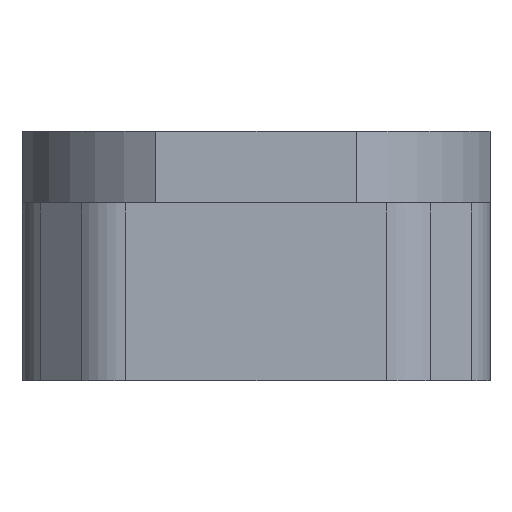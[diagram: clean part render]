
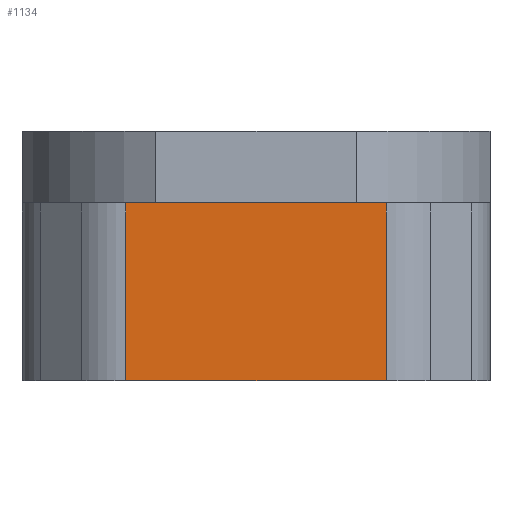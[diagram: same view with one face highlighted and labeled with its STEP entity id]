
A CAD part, left-side view. The second image highlights one B-rep face of the part: STEP entity #1134.
In plain terms, the highlighted planar face has unit normal (-1, 0, 0).
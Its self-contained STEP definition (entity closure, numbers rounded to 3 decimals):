
#195=DIRECTION('',(0.,-1.,0.));
#196=VECTOR('',#195,8.343);
#197=CARTESIAN_POINT('',(-15.75,4.172,5.7));
#198=LINE('',#197,#196);
#239=DIRECTION('',(0.,0.,-1.));
#240=VECTOR('',#239,5.7);
#241=CARTESIAN_POINT('',(-15.75,-4.172,5.7));
#242=LINE('',#241,#240);
#243=DIRECTION('',(0.,-1.,0.));
#244=VECTOR('',#243,8.343);
#245=CARTESIAN_POINT('',(-15.75,4.172,0.));
#246=LINE('',#245,#244);
#251=DIRECTION('',(0.,0.,1.));
#252=VECTOR('',#251,5.7);
#253=CARTESIAN_POINT('',(-15.75,4.172,0.));
#254=LINE('',#253,#252);
#672=CARTESIAN_POINT('',(-15.75,4.172,5.7));
#673=VERTEX_POINT('',#672);
#674=CARTESIAN_POINT('',(-15.75,-4.172,5.7));
#675=VERTEX_POINT('',#674);
#676=CARTESIAN_POINT('',(-15.75,-4.172,0.));
#677=VERTEX_POINT('',#676);
#678=CARTESIAN_POINT('',(-15.75,4.172,0.));
#679=VERTEX_POINT('',#678);
#1122=CARTESIAN_POINT('',(-15.75,7.5,0.));
#1123=DIRECTION('',(-1.,0.,0.));
#1124=DIRECTION('',(0.,-1.,0.));
#1125=AXIS2_PLACEMENT_3D('',#1122,#1123,#1124);
#1126=PLANE('',#1125);
#1127=ORIENTED_EDGE('',*,*,#1117,.T.);
#1128=ORIENTED_EDGE('',*,*,#995,.F.);
#1130=ORIENTED_EDGE('',*,*,#1129,.T.);
#1131=ORIENTED_EDGE('',*,*,#1078,.T.);
#1132=EDGE_LOOP('',(#1127,#1128,#1130,#1131));
#1133=FACE_OUTER_BOUND('',#1132,.F.);
#1134=ADVANCED_FACE('',(#1133),#1126,.T.);
#995=EDGE_CURVE('',#679,#677,#246,.T.);
#1078=EDGE_CURVE('',#673,#675,#198,.T.);
#1117=EDGE_CURVE('',#675,#677,#242,.T.);
#1129=EDGE_CURVE('',#679,#673,#254,.T.);
